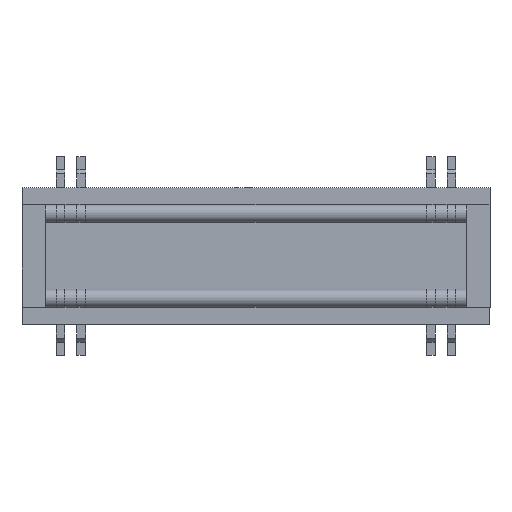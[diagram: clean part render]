
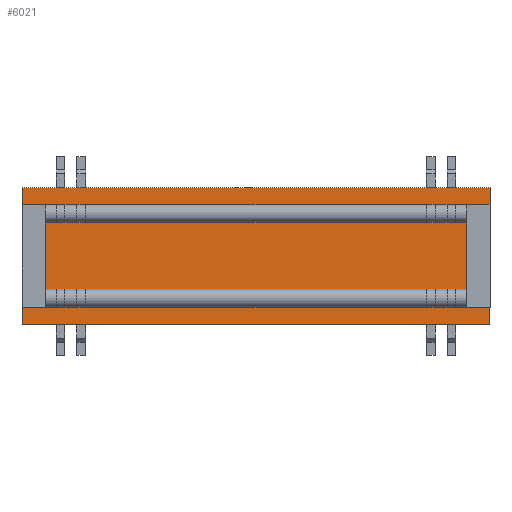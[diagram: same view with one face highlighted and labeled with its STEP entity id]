
A CAD part, top view. The second image highlights one B-rep face of the part: STEP entity #6021.
In plain terms, the highlighted planar face has unit normal (0, 0, 1).
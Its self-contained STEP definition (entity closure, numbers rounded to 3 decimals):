
#5891=CARTESIAN_POINT('',(-4.55,-1.33,0.2));
#5892=VERTEX_POINT('',#5891);
#5893=CARTESIAN_POINT('',(-4.55,1.33,0.2));
#5894=VERTEX_POINT('',#5893);
#5895=CARTESIAN_POINT('',(-4.55,-1.33,0.2));
#5896=DIRECTION('',(0.0,1.0,0.0));
#5897=VECTOR('',#5896,2.66);
#5898=LINE('',#5895,#5897);
#5899=EDGE_CURVE('',#5892,#5894,#5898,.T.);
#5931=CARTESIAN_POINT('',(4.55,1.33,0.2));
#5932=VERTEX_POINT('',#5931);
#5933=CARTESIAN_POINT('',(-4.55,1.33,0.2));
#5934=DIRECTION('',(1.0,0.0,0.0));
#5935=VECTOR('',#5934,9.1);
#5936=LINE('',#5933,#5935);
#5937=EDGE_CURVE('',#5894,#5932,#5936,.T.);
#5962=CARTESIAN_POINT('',(4.55,-1.33,0.2));
#5963=VERTEX_POINT('',#5962);
#5964=CARTESIAN_POINT('',(4.55,1.33,0.2));
#5965=DIRECTION('',(0.0,-1.0,0.0));
#5966=VECTOR('',#5965,2.66);
#5967=LINE('',#5964,#5966);
#5968=EDGE_CURVE('',#5932,#5963,#5967,.T.);
#5993=CARTESIAN_POINT('',(4.55,-1.33,0.2));
#5994=DIRECTION('',(-1.0,0.0,0.0));
#5995=VECTOR('',#5994,9.1);
#5996=LINE('',#5993,#5995);
#5997=EDGE_CURVE('',#5963,#5892,#5996,.T.);
#6010=CARTESIAN_POINT('',(0.,0.,0.2));
#6011=DIRECTION('',(0.0,0.0,1.0));
#6012=DIRECTION('',(-1.0,0.0,0.0));
#6013=AXIS2_PLACEMENT_3D('',#6010,#6011,#6012);
#6014=PLANE('',#6013);
#6015=ORIENTED_EDGE('',*,*,#5899,.F.);
#6016=ORIENTED_EDGE('',*,*,#5997,.F.);
#6017=ORIENTED_EDGE('',*,*,#5968,.F.);
#6018=ORIENTED_EDGE('',*,*,#5937,.F.);
#6019=EDGE_LOOP('',(#6015,#6016,#6017,#6018));
#6020=FACE_OUTER_BOUND('',#6019,.T.);
#6021=ADVANCED_FACE('',(#6020),#6014,.T.);
